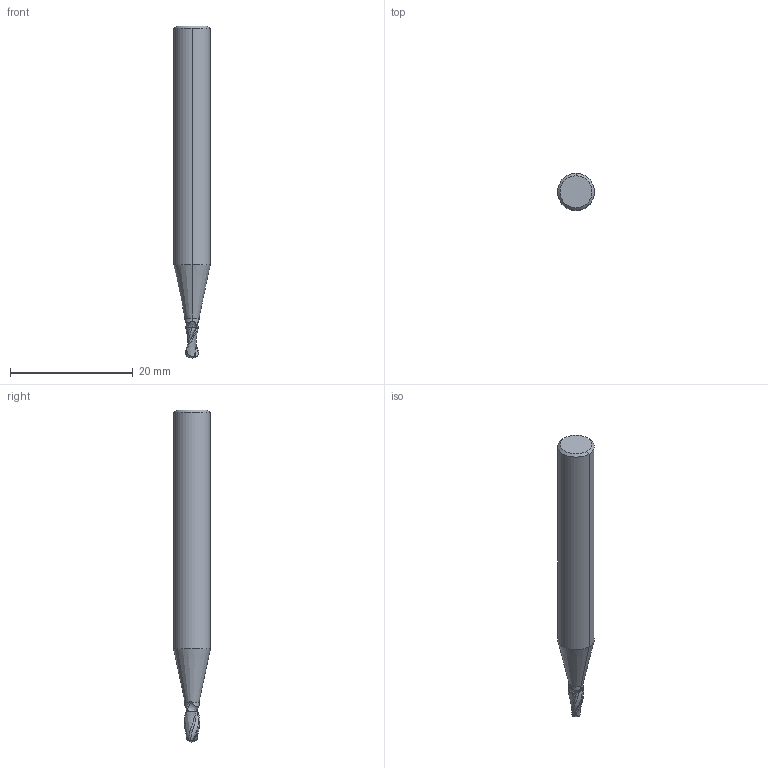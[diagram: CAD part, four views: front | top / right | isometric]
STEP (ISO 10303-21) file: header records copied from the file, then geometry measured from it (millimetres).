
FILE_DESCRIPTION(('no description'),'unknown implementation level');
FILE_NAME('K203103-2_5_6-Detail.stp',' ',('CIMSOURCE GmbH'),('CADClick - KiM GmbH - www.kimweb.de'),'unknown preprocess','ACIS','unknown authorization');
FILE_SCHEMA(('automotive_design'));
Length unit declared in the file: millimetre
Products named in the file (2): NOCUT; CUT
Bounding box: 6 x 6 x 54 mm (x, y, z)
Volume: 1236.8 mm3; surface area: 919 mm2
Topology: 2 solids, 2 shells, 67 faces, 186 edges, 119 vertices
Faces by surface type: bspline 20, cone 14, plane 11, revolution 10, cylinder 6, sphere 6
Entity records: 7340 total; most frequent: CARTESIAN_POINT 3774, STYLED_ITEM 370, PRESENTATION_STYLE_ASSIGNMENT 370, COLOUR_RGB 370, ORIENTED_EDGE 364, DIRECTION 226, EDGE_CURVE 182, CURVE_STYLE 182
